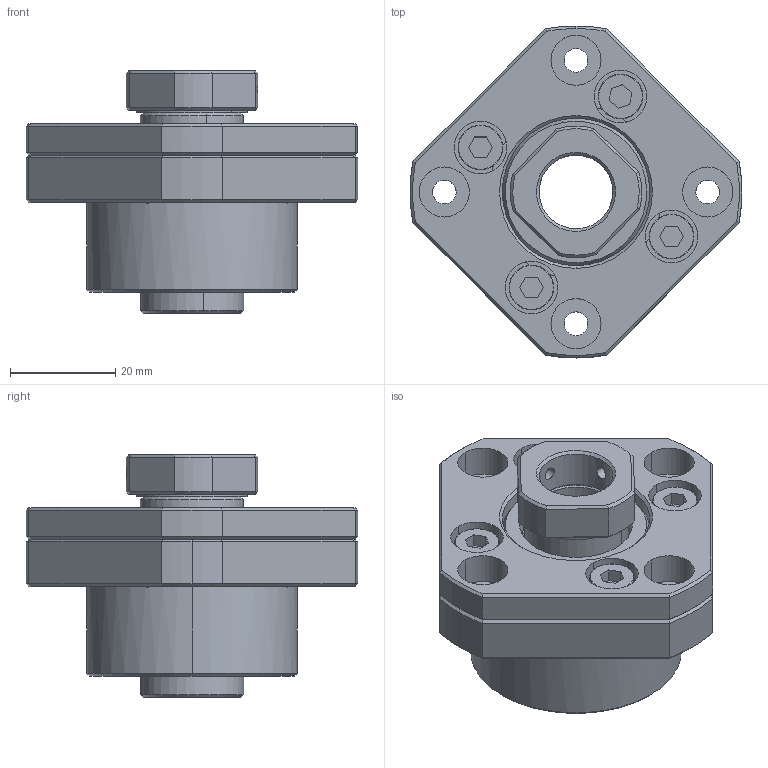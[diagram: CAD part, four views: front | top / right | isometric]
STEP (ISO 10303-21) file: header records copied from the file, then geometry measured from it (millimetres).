
FILE_DESCRIPTION (( 'STEP AP203' ), '1' );
FILE_NAME ('FK15.step', '2012-12-11T03:11:53', ( '' ), ( '' ), 'SwSTEP 2.0', 'SolidWorks 2010', '' );
FILE_SCHEMA (( 'CONFIG_CONTROL_DESIGN' ));
Length unit declared in the file: millimetre
Products named in the file (1): FK15
Bounding box: 63 x 63 x 46 mm (x, y, z)
Surface area: 20326.1 mm2 (no closed solid volume)
Topology: 0 solids, 16 shells, 254 faces, 749 edges, 493 vertices
Faces by surface type: cylinder 78, plane 77, cone 68, torus 17, sphere 10, bspline 4
Entity records: 9026 total; most frequent: CARTESIAN_POINT 2419, DIRECTION 1398, ORIENTED_EDGE 1256, EDGE_CURVE 729, AXIS2_PLACEMENT_3D 572, VERTEX_POINT 483, CIRCLE 321, EDGE_LOOP 291
